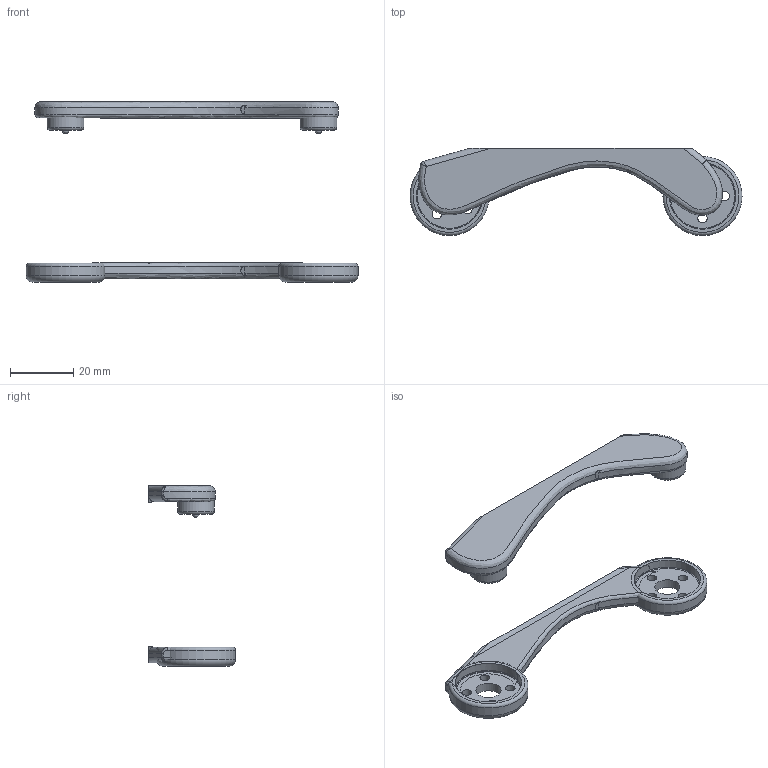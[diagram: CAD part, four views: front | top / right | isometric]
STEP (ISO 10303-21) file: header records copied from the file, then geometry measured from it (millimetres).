
FILE_DESCRIPTION(/* description */ ('STEP AP242','CAx-IF Rec.Pracs.---Representation and Presentation of Product Manufacturing Information (PMI)---4.0---2014-10-13','CAx-IF Rec.Pracs.---3D Tessellated Geometry---0.4---2014-09-14','2;1'),/* implementation_level */ '2;1');
FILE_NAME(/* name */ '67918039e665d65be2f682e5',/* time_stamp */ '2025-01-22T23:33:14Z',/* author */ (''),/* organization */ (''),/* preprocessor_version */ 'ST-DEVELOPER v20',/* originating_system */ 'ONSHAPE BY PTC INC, 1.192',/* authorisation */ ' ');
FILE_SCHEMA (('AP242_MANAGED_MODEL_BASED_3D_ENGINEERING_MIM_LF { 1 0 10303 442 1 1 4 }'));
Length unit declared in the file: metre
Products named in the file (8): Cut012; Fillet044; Cut011; Surface 2; Fillet023; Cut010; Surface 1
Bounding box: 105 x 27.49 x 57 mm (x, y, z)
Volume: 13963.3 mm3; surface area: 10206.4 mm2
Topology: 6 solids, 8 shells, 107 faces, 245 edges, 152 vertices
Faces by surface type: cylinder 40, plane 28, bspline 27, torus 12
Full cylindrical faces by diameter (mm): 2 x2, 3 x12, 8 x2, 11.6 x2, 21 x2, 25 x2
Entity records: 16880 total; most frequent: CARTESIAN_POINT 14621, ORIENTED_EDGE 396, DIRECTION 366, EDGE_CURVE 203, EDGE_LOOP 168, FACE_BOUND 168, AXIS2_PLACEMENT_3D 165, VERTEX_POINT 149
